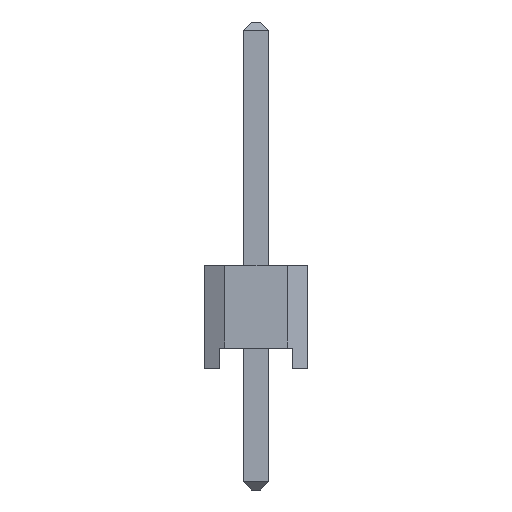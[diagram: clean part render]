
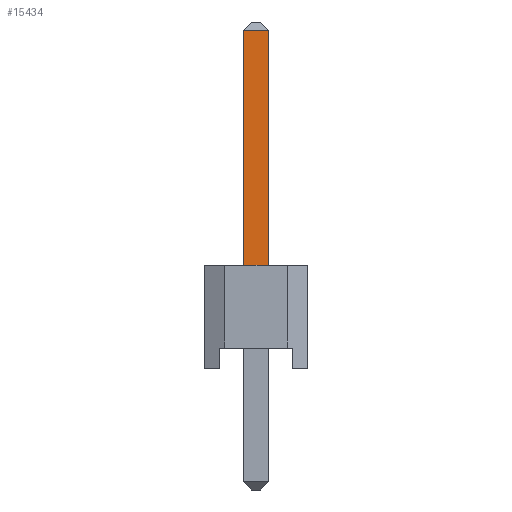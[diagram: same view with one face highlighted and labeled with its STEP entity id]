
A CAD part, left-side view. The second image highlights one B-rep face of the part: STEP entity #15434.
In plain terms, the highlighted planar face has unit normal (-1, 0, 0).
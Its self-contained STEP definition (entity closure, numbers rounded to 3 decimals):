
#2308=ORIENTED_EDGE('',*,*,#3917,.F.);
#2309=ORIENTED_EDGE('',*,*,#4306,.T.);
#2310=ORIENTED_EDGE('',*,*,#4305,.T.);
#2311=ORIENTED_EDGE('',*,*,#4307,.F.);
#3917=EDGE_CURVE('',#5241,#5238,#6435,.T.);
#4305=EDGE_CURVE('',#5455,#5456,#6823,.T.);
#4306=EDGE_CURVE('',#5241,#5455,#6824,.T.);
#4307=EDGE_CURVE('',#5238,#5456,#6825,.T.);
#5238=VERTEX_POINT('',#20654);
#5241=VERTEX_POINT('',#20659);
#5455=VERTEX_POINT('',#21447);
#5456=VERTEX_POINT('',#21451);
#6435=LINE('',#20660,#7981);
#6823=LINE('',#21458,#8369);
#6824=LINE('',#21460,#8370);
#6825=LINE('',#21461,#8371);
#7981=VECTOR('',#17515,1000.);
#8369=VECTOR('',#18291,1000.);
#8370=VECTOR('',#18294,1000.);
#8371=VECTOR('',#18295,1000.);
#9188=EDGE_LOOP('',(#2308,#2309,#2310,#2311));
#9852=FACE_BOUND('',#9188,.T.);
#10472=PLANE('',#16061);
#15434=ADVANCED_FACE('',(#9852),#10472,.F.);
#16061=AXIS2_PLACEMENT_3D('',#21459,#18292,#18293);
#17515=DIRECTION('',(0.,0.,-1.));
#18291=DIRECTION('',(0.,0.,-1.));
#18292=DIRECTION('',(1.,0.,0.));
#18293=DIRECTION('',(0.,1.,0.));
#18294=DIRECTION('',(0.,1.,0.));
#18295=DIRECTION('',(0.,1.,0.));
#20654=CARTESIAN_POINT('',(-26.99,1.27,-0.32));
#20659=CARTESIAN_POINT('',(-26.99,1.27,0.32));
#20660=CARTESIAN_POINT('',(-26.99,1.27,0.32));
#21447=CARTESIAN_POINT('',(-26.99,7.07,0.32));
#21451=CARTESIAN_POINT('',(-26.99,7.07,-0.32));
#21458=CARTESIAN_POINT('',(-26.99,7.07,-0.32));
#21459=CARTESIAN_POINT('',(-26.99,-4.27,-0.32));
#21460=CARTESIAN_POINT('',(-26.99,-4.27,0.32));
#21461=CARTESIAN_POINT('',(-26.99,-4.27,-0.32));
